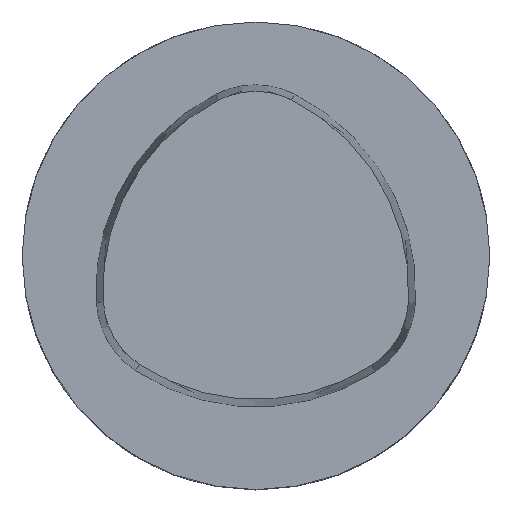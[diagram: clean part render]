
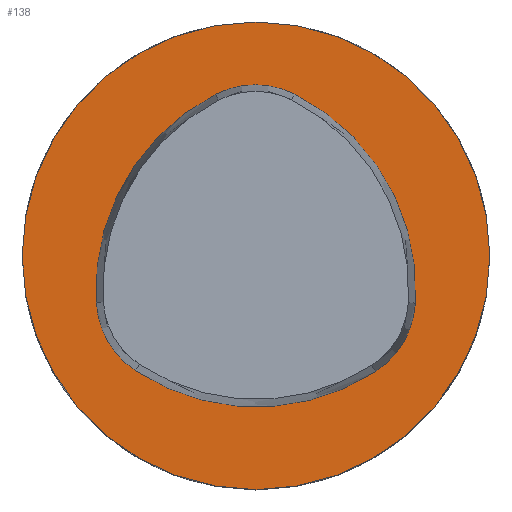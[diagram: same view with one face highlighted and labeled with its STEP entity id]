
A CAD part, top view. The second image highlights one B-rep face of the part: STEP entity #138.
In plain terms, the highlighted planar face has unit normal (0, 0, 1).
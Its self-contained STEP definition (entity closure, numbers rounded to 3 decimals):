
#92=CIRCLE('',#905,16.);
#138=ADVANCED_FACE('',(#217),#183,.T.);
#183=PLANE('',#911);
#217=FACE_OUTER_BOUND('',#271,.T.);
#271=EDGE_LOOP('',(#385));
#385=ORIENTED_EDGE('',*,*,#669,.F.);
#587=VERTEX_POINT('',#1414);
#669=EDGE_CURVE('',#587,#587,#92,.T.);
#905=AXIS2_PLACEMENT_3D('',#1413,#1049,#1050);
#911=AXIS2_PLACEMENT_3D('',#1432,#1065,#1066);
#1049=DIRECTION('',(0.,0.,-1.));
#1050=DIRECTION('',(-1.,0.,0.));
#1065=DIRECTION('',(0.,0.,1.));
#1066=DIRECTION('',(-1.,0.,0.));
#1413=CARTESIAN_POINT('',(0.,0.,0.));
#1414=CARTESIAN_POINT('',(-16.,0.,0.));
#1432=CARTESIAN_POINT('',(0.,0.,0.));
